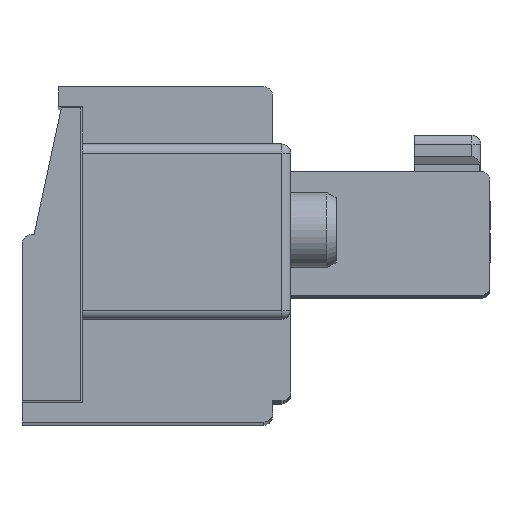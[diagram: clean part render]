
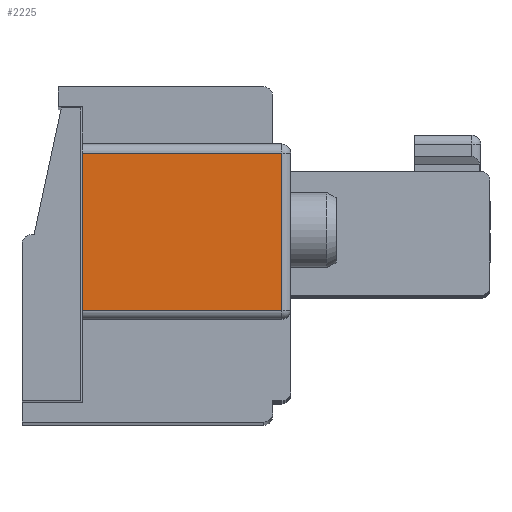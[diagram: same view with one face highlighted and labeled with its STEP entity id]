
A CAD part, top view. The second image highlights one B-rep face of the part: STEP entity #2225.
In plain terms, the highlighted planar face has unit normal (0, 0, 1).
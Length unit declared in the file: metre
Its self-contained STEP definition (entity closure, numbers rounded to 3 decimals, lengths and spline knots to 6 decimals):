
#2225=ADVANCED_FACE('',(#5447),#5448,.T.);
#5447=FACE_OUTER_BOUND('',#9690,.T.);
#5448=PLANE('',#9691);
#9690=EDGE_LOOP('',(#16790,#16791,#16792,#16793));
#9691=AXIS2_PLACEMENT_3D('',#16794,#16795,#16796);
#16790=ORIENTED_EDGE('',*,*,#26138,.T.);
#16791=ORIENTED_EDGE('',*,*,#26868,.T.);
#16792=ORIENTED_EDGE('',*,*,#26866,.T.);
#16793=ORIENTED_EDGE('',*,*,#26489,.T.);
#16794=CARTESIAN_POINT('',(0.007073,0.00941,0.056833));
#16795=DIRECTION('',(0.,0.,1.0));
#16796=DIRECTION('',(1.0,0.,0.0));
#26138=EDGE_CURVE('',#31956,#31954,#31957,.T.);
#26489=EDGE_CURVE('',#32484,#31956,#32485,.T.);
#26866=EDGE_CURVE('',#32491,#32484,#33075,.T.);
#26868=EDGE_CURVE('',#31954,#32491,#33077,.T.);
#31954=VERTEX_POINT('',#40377);
#31956=VERTEX_POINT('',#40379);
#31957=LINE('',#40380,#40381);
#32484=VERTEX_POINT('',#41142);
#32485=LINE('',#41143,#41144);
#32491=VERTEX_POINT('',#41150);
#33075=LINE('',#42005,#42006);
#33077=LINE('',#42008,#42009);
#40377=CARTESIAN_POINT('',(0.000473,0.00421,0.056833));
#40379=CARTESIAN_POINT('',(0.000473,0.00941,0.056833));
#40380=CARTESIAN_POINT('',(0.000473,0.00391,0.056833));
#40381=VECTOR('',#48049,1.0);
#41142=CARTESIAN_POINT('',(0.007073,0.00941,0.056833));
#41143=CARTESIAN_POINT('',(0.007073,0.00941,0.056833));
#41144=VECTOR('',#48432,1.0);
#41150=CARTESIAN_POINT('',(0.007073,0.00421,0.056833));
#42005=CARTESIAN_POINT('',(0.007073,0.00941,0.056833));
#42006=VECTOR('',#48861,1.0);
#42008=CARTESIAN_POINT('',(0.007073,0.00421,0.056833));
#42009=VECTOR('',#48862,1.0);
#48049=DIRECTION('',(0.,-1.0,0.));
#48432=DIRECTION('',(-1.0,0.,0.));
#48861=DIRECTION('',(0.,1.0,0.));
#48862=DIRECTION('',(1.0,0.,0.));
